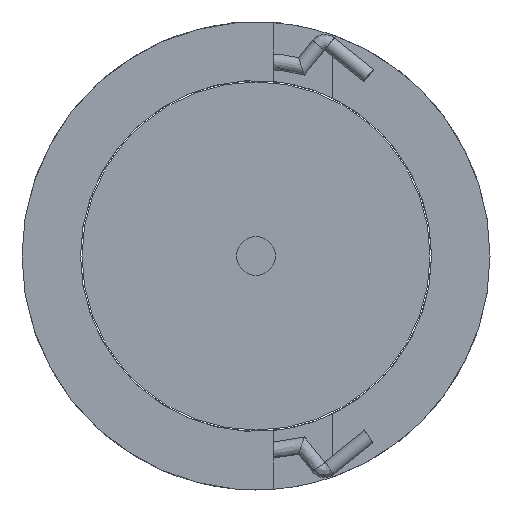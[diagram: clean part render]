
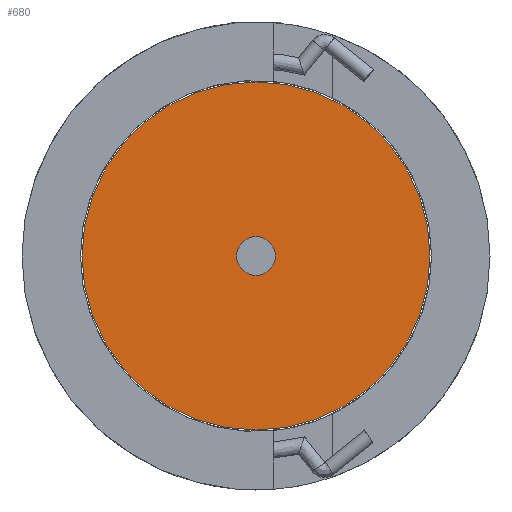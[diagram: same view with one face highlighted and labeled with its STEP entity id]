
A CAD part, left-side view. The second image highlights one B-rep face of the part: STEP entity #680.
In plain terms, the highlighted planar face has unit normal (-1, 0, 0).
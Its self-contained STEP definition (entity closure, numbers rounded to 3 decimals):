
#37 = EDGE_LOOP ( 'NONE', ( #1026, #1092 ) ) ;
#257 = FACE_OUTER_BOUND ( 'NONE', #37, .T. ) ;
#618 = AXIS2_PLACEMENT_3D ( 'NONE', #3535, #5836, #3966 ) ;
#680 = ADVANCED_FACE ( 'NONE', ( #257, #2113 ), #767, .T. ) ;
#699 = DIRECTION ( 'NONE',  ( 0., 1., 0. ) ) ;
#767 = PLANE ( 'NONE',  #618 ) ;
#1026 = ORIENTED_EDGE ( 'NONE', *, *, #5093, .F. ) ;
#1082 = VERTEX_POINT ( 'NONE', #2478 ) ;
#1092 = ORIENTED_EDGE ( 'NONE', *, *, #1508, .F. ) ;
#1352 = EDGE_CURVE ( 'NONE', #1606, #1478, #4340, .T. ) ;
#1417 = CIRCLE ( 'NONE', #3169, 0.5 ) ;
#1478 = VERTEX_POINT ( 'NONE', #2201 ) ;
#1508 = EDGE_CURVE ( 'NONE', #1082, #4409, #3244, .T. ) ;
#1516 = ORIENTED_EDGE ( 'NONE', *, *, #1352, .T. ) ;
#1606 = VERTEX_POINT ( 'NONE', #4134 ) ;
#2113 = FACE_BOUND ( 'NONE', #2223, .T. ) ;
#2201 = CARTESIAN_POINT ( 'NONE',  ( -4.275, 0.5, 0. ) ) ;
#2223 = EDGE_LOOP ( 'NONE', ( #2735, #1516 ) ) ;
#2349 = DIRECTION ( 'NONE',  ( 0., 1., 0. ) ) ;
#2478 = CARTESIAN_POINT ( 'NONE',  ( -4.275, -4.463, 0. ) ) ;
#2735 = ORIENTED_EDGE ( 'NONE', *, *, #2884, .T. ) ;
#2761 = AXIS2_PLACEMENT_3D ( 'NONE', #4481, #5946, #699 ) ;
#2884 = EDGE_CURVE ( 'NONE', #1478, #1606, #1417, .T. ) ;
#3150 = CARTESIAN_POINT ( 'NONE',  ( -4.275, 0., 0. ) ) ;
#3169 = AXIS2_PLACEMENT_3D ( 'NONE', #5569, #3239, #2349 ) ;
#3239 = DIRECTION ( 'NONE',  ( 1., 0., 0. ) ) ;
#3244 = CIRCLE ( 'NONE', #5402, 4.463 ) ;
#3319 = CIRCLE ( 'NONE', #4693, 4.463 ) ;
#3535 = CARTESIAN_POINT ( 'NONE',  ( -4.275, 4.463, 0. ) ) ;
#3966 = DIRECTION ( 'NONE',  ( 0., -1., 0. ) ) ;
#4134 = CARTESIAN_POINT ( 'NONE',  ( -4.275, -0.5, 0. ) ) ;
#4205 = CARTESIAN_POINT ( 'NONE',  ( -4.275, 4.463, 0. ) ) ;
#4340 = CIRCLE ( 'NONE', #2761, 0.5 ) ;
#4409 = VERTEX_POINT ( 'NONE', #4205 ) ;
#4481 = CARTESIAN_POINT ( 'NONE',  ( -4.275, 0., 0. ) ) ;
#4571 = DIRECTION ( 'NONE',  ( 0., 1., 0. ) ) ;
#4693 = AXIS2_PLACEMENT_3D ( 'NONE', #4759, #5247, #5185 ) ;
#4759 = CARTESIAN_POINT ( 'NONE',  ( -4.275, 0., 0. ) ) ;
#5093 = EDGE_CURVE ( 'NONE', #4409, #1082, #3319, .T. ) ;
#5185 = DIRECTION ( 'NONE',  ( 0., 1., 0. ) ) ;
#5247 = DIRECTION ( 'NONE',  ( 1., 0., 0. ) ) ;
#5402 = AXIS2_PLACEMENT_3D ( 'NONE', #3150, #5976, #4571 ) ;
#5569 = CARTESIAN_POINT ( 'NONE',  ( -4.275, 0., 0. ) ) ;
#5836 = DIRECTION ( 'NONE',  ( -1., 0., 0. ) ) ;
#5946 = DIRECTION ( 'NONE',  ( 1., 0., 0. ) ) ;
#5976 = DIRECTION ( 'NONE',  ( 1., 0., 0. ) ) ;
